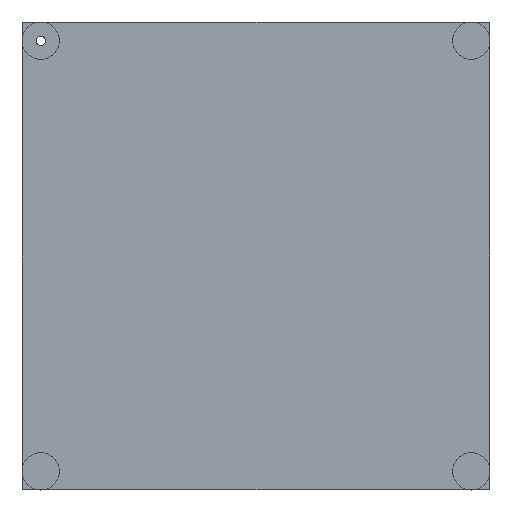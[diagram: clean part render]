
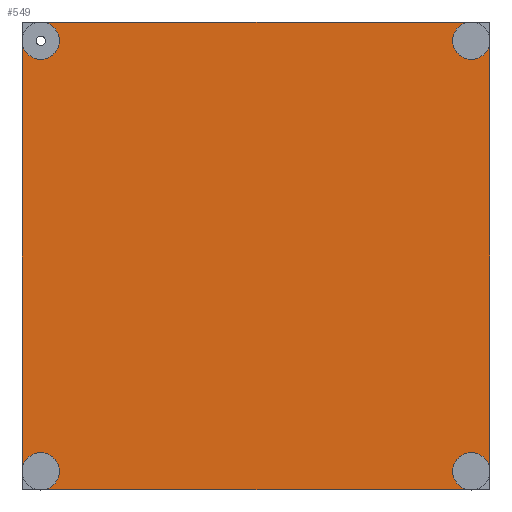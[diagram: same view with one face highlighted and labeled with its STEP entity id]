
A CAD part, front view. The second image highlights one B-rep face of the part: STEP entity #549.
In plain terms, the highlighted planar face has unit normal (0, -1, 0).
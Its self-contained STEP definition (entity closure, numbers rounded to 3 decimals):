
#23=PLANE('',#610);
#51=FACE_OUTER_BOUND('',#86,.T.);
#86=EDGE_LOOP('',(#401,#402,#403,#404,#405,#406,#407,#408));
#112=CIRCLE('',#588,2.);
#116=CIRCLE('',#595,2.);
#120=CIRCLE('',#602,2.);
#123=CIRCLE('',#611,2.);
#161=LINE('',#898,#210);
#162=LINE('',#901,#211);
#163=LINE('',#902,#212);
#164=LINE('',#903,#213);
#210=VECTOR('',#723,10.);
#211=VECTOR('',#726,10.);
#212=VECTOR('',#727,10.);
#213=VECTOR('',#728,10.);
#241=VERTEX_POINT('',#840);
#244=VERTEX_POINT('',#845);
#245=VERTEX_POINT('',#855);
#248=VERTEX_POINT('',#860);
#249=VERTEX_POINT('',#870);
#252=VERTEX_POINT('',#875);
#256=VERTEX_POINT('',#897);
#257=VERTEX_POINT('',#899);
#284=EDGE_CURVE('',#241,#244,#112,.T.);
#292=EDGE_CURVE('',#245,#248,#116,.T.);
#300=EDGE_CURVE('',#249,#252,#120,.T.);
#311=EDGE_CURVE('',#244,#256,#161,.T.);
#312=EDGE_CURVE('',#256,#257,#123,.T.);
#313=EDGE_CURVE('',#257,#249,#162,.T.);
#314=EDGE_CURVE('',#252,#245,#163,.T.);
#315=EDGE_CURVE('',#248,#241,#164,.T.);
#401=ORIENTED_EDGE('',*,*,#284,.T.);
#402=ORIENTED_EDGE('',*,*,#311,.T.);
#403=ORIENTED_EDGE('',*,*,#312,.T.);
#404=ORIENTED_EDGE('',*,*,#313,.T.);
#405=ORIENTED_EDGE('',*,*,#300,.T.);
#406=ORIENTED_EDGE('',*,*,#314,.T.);
#407=ORIENTED_EDGE('',*,*,#292,.T.);
#408=ORIENTED_EDGE('',*,*,#315,.T.);
#549=ADVANCED_FACE('',(#51),#23,.T.);
#588=AXIS2_PLACEMENT_3D('',#847,#661,#662);
#595=AXIS2_PLACEMENT_3D('',#862,#679,#680);
#602=AXIS2_PLACEMENT_3D('',#877,#697,#698);
#610=AXIS2_PLACEMENT_3D('',#896,#721,#722);
#611=AXIS2_PLACEMENT_3D('',#900,#724,#725);
#661=DIRECTION('center_axis',(0.,1.,0.));
#662=DIRECTION('ref_axis',(1.,0.,0.));
#679=DIRECTION('center_axis',(0.,1.,0.));
#680=DIRECTION('ref_axis',(1.,0.,0.));
#697=DIRECTION('center_axis',(0.,1.,0.));
#698=DIRECTION('ref_axis',(1.,0.,0.));
#721=DIRECTION('center_axis',(0.,-1.,0.));
#722=DIRECTION('ref_axis',(0.,0.,-1.));
#723=DIRECTION('',(-1.,0.,0.));
#724=DIRECTION('center_axis',(0.,1.,0.));
#725=DIRECTION('ref_axis',(1.,0.,0.));
#726=DIRECTION('',(0.,0.,-1.));
#727=DIRECTION('',(1.,0.,0.));
#728=DIRECTION('',(0.,0.,1.));
#840=CARTESIAN_POINT('',(-12.,-17.,70.));
#845=CARTESIAN_POINT('',(-14.,-17.,72.));
#847=CARTESIAN_POINT('Origin',(-14.,-17.,70.));
#855=CARTESIAN_POINT('',(-14.,-17.,22.));
#860=CARTESIAN_POINT('',(-12.,-17.,24.));
#862=CARTESIAN_POINT('Origin',(-14.,-17.,24.));
#870=CARTESIAN_POINT('',(-62.,-17.,24.));
#875=CARTESIAN_POINT('',(-60.,-17.,22.));
#877=CARTESIAN_POINT('Origin',(-60.,-17.,24.));
#896=CARTESIAN_POINT('Origin',(-37.,-17.,47.));
#897=CARTESIAN_POINT('',(-60.,-17.,72.));
#898=CARTESIAN_POINT('',(-62.,-17.,72.));
#899=CARTESIAN_POINT('',(-62.,-17.,70.));
#900=CARTESIAN_POINT('Origin',(-60.,-17.,70.));
#901=CARTESIAN_POINT('',(-62.,-17.,22.));
#902=CARTESIAN_POINT('',(-12.,-17.,22.));
#903=CARTESIAN_POINT('',(-12.,-17.,72.));
